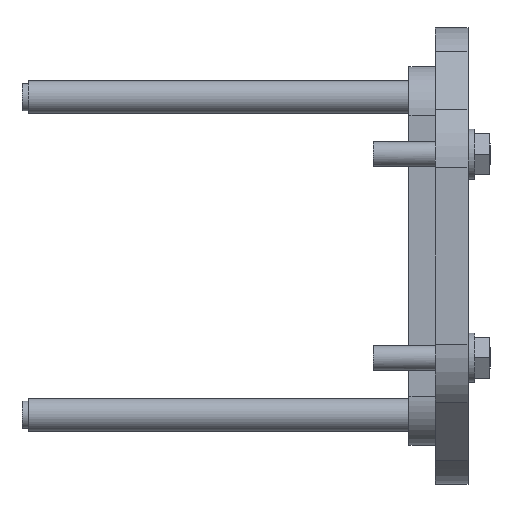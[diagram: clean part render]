
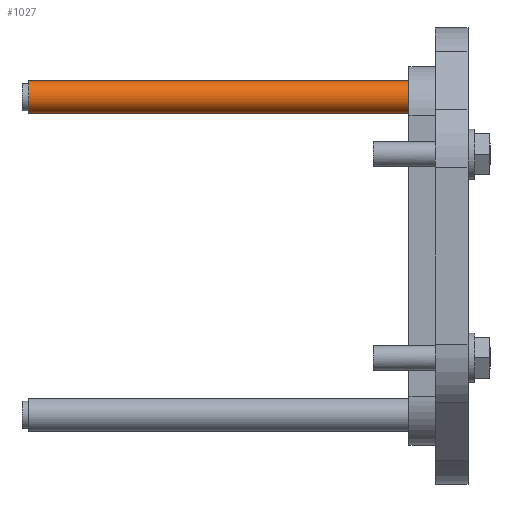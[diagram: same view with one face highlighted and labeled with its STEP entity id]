
A CAD part, left-side view. The second image highlights one B-rep face of the part: STEP entity #1027.
In plain terms, the highlighted free-form (B-spline) face has degree [2, 1] with [7, 2] control points.
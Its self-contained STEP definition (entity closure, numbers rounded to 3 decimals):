
#952=CARTESIAN_POINT('V520',(-57.,99.8,
   39.));
#953=VERTEX_POINT('V520',#952);
#954=CARTESIAN_POINT('E767',(-57.0,99.8,
   39.));
#955=CARTESIAN_POINT('E767',(-57.0,99.8,
   45.928));
#956=CARTESIAN_POINT('E767',(-63.0,99.8,
   42.464));
#957=CARTESIAN_POINT('E767',(-69.0,99.8,
   39.));
#958=CARTESIAN_POINT('E767',(-63.0,99.8,
   35.536));
#959=CARTESIAN_POINT('E767',(-57.0,99.8,
   32.072));
#960=CARTESIAN_POINT('E767',(-57.0,99.8,
   39.));
#968=(BOUNDED_CURVE()B_SPLINE_CURVE(2,(#954,#955,#956,#957,#958,
   #959,#960),.CIRCULAR_ARC.,.T.,.U.)B_SPLINE_CURVE_WITH_KNOTS((3,
   2,2,3),(0.0,0.333,0.667,1.0),
   .UNSPECIFIED.)CURVE()GEOMETRIC_REPRESENTATION_ITEM()
   RATIONAL_B_SPLINE_CURVE((1.0,0.5,1.0,
   0.5,1.0,0.5,1.0))REPRESENTATION_ITEM(
   'E767'));
#969=EDGE_CURVE('E767',#953,#953,#968,.T.);
#977=CARTESIAN_POINT('F271',(-57.0,101.5,
   39.));
#978=CARTESIAN_POINT('F271',(-57.0,101.5,
   45.928));
#979=CARTESIAN_POINT('F271',(-63.0,101.5,
   42.464));
#980=CARTESIAN_POINT('F271',(-69.0,101.5,
   39.));
#981=CARTESIAN_POINT('F271',(-63.0,101.5,
   35.536));
#982=CARTESIAN_POINT('F271',(-57.0,101.5,
   32.072));
#983=CARTESIAN_POINT('F271',(-57.0,101.5,
   39.));
#984=CARTESIAN_POINT('F271',(-57.0,6.5,
   39.));
#985=CARTESIAN_POINT('F271',(-57.0,6.5,
   45.928));
#986=CARTESIAN_POINT('F271',(-63.0,6.5,
   42.464));
#987=CARTESIAN_POINT('F271',(-69.0,6.5,
   39.));
#988=CARTESIAN_POINT('F271',(-63.0,6.5,
   35.536));
#989=CARTESIAN_POINT('F271',(-57.0,6.5,
   32.072));
#990=CARTESIAN_POINT('F271',(-57.0,6.5,
   39.));
#998=(BOUNDED_SURFACE()B_SPLINE_SURFACE(2,1,((#977,#984),(#978,
   #985),(#979,#986),(#980,#987),(#981,#988),(#982,#989),(
   #983,#990)),.CYLINDRICAL_SURF.,.T.,.F.,.U.)
   B_SPLINE_SURFACE_WITH_KNOTS((3,2,2,3),(2,2),(0.0,
   0.333,0.667,1.0),(0.0,2.285),
   .UNSPECIFIED.)GEOMETRIC_REPRESENTATION_ITEM()
   RATIONAL_B_SPLINE_SURFACE(((1.0,1.0),(0.5,
   0.5),(1.0,1.0),(0.5,
   0.5),(1.0,1.0),(0.5,
   0.5),(1.0,1.0)))REPRESENTATION_ITEM('F271')
   SURFACE());
#999=ORIENTED_EDGE('F277',*,*,#969,.T.);
#1000=CARTESIAN_POINT('V521',(-57.0,6.5,
   39.));
#1001=VERTEX_POINT('V521',#1000);
#1002=CARTESIAN_POINT('E768',(-57.0,6.5,
   39.));
#1003=CARTESIAN_POINT('E768',(-57.0,99.8,
   39.));
#1004=B_SPLINE_CURVE_WITH_KNOTS('E768',1,(#1002,#1003),
   .POLYLINE_FORM.,.F.,.U.,(2,2),(0.0,0.982),
   .UNSPECIFIED.);
#1005=EDGE_CURVE('E768',#1001,#953,#1004,.T.);
#1006=ORIENTED_EDGE('E768',*,*,#1005,.F.);
#1007=CARTESIAN_POINT('E769',(-57.0,6.5,
   39.));
#1008=CARTESIAN_POINT('E769',(-57.0,6.5,
   45.928));
#1009=CARTESIAN_POINT('E769',(-63.0,6.5,
   42.464));
#1010=CARTESIAN_POINT('E769',(-69.0,6.5,
   39.));
#1011=CARTESIAN_POINT('E769',(-63.0,6.5,
   35.536));
#1012=CARTESIAN_POINT('E769',(-57.0,6.5,
   32.072));
#1013=CARTESIAN_POINT('E769',(-57.0,6.5,
   39.));
#1021=(BOUNDED_CURVE()B_SPLINE_CURVE(2,(#1007,#1008,#1009,#1010,
   #1011,#1012,#1013),.CIRCULAR_ARC.,.T.,.U.)
   B_SPLINE_CURVE_WITH_KNOTS((3,2,2,3),(0.0,0.333,
   0.667,1.0),.UNSPECIFIED.)CURVE()
   GEOMETRIC_REPRESENTATION_ITEM()RATIONAL_B_SPLINE_CURVE((1.0,
   0.5,1.0,0.5,1.0,0.5,1.0)
   )REPRESENTATION_ITEM('E769'));
#1022=EDGE_CURVE('E769',#1001,#1001,#1021,.T.);
#1023=ORIENTED_EDGE('E769',*,*,#1022,.F.);
#1024=ORIENTED_EDGE('E768',*,*,#1005,.T.);
#1025=EDGE_LOOP('F271',(#999,#1006,#1023,#1024));
#1026=FACE_OUTER_BOUND('F271',#1025,.T.);
#1027=ADVANCED_FACE('F271',(#1026),#998,.T.);
